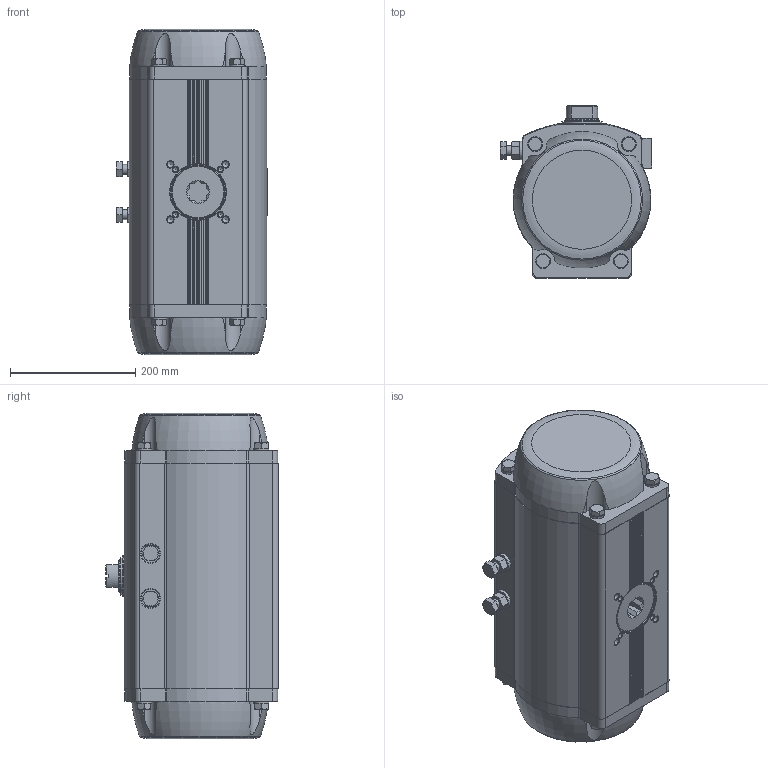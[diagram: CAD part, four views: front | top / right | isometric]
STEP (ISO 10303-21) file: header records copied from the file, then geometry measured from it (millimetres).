
FILE_DESCRIPTION(/* description */ ('STEP AP214'),/* implementation_level */ '2;1');
FILE_NAME(/* name */ '8084149_DFPD-N-1200-RP-90-RS60-F1012-R3-EP',/* time_stamp */ '2024-08-15T18:57:57+02:00',/* author */ ('License CC BY-ND 4.0'),/* organization */ ('CADENAS'),/* preprocessor_version */ 'ST-DEVELOPER v19.3',/* originating_system */ 'PARTsolutions',/* authorisation */ ' ');
FILE_SCHEMA (('AUTOMOTIVE_DESIGN {1 0 10303 214 3 1 1}'));
Length unit declared in the file: millimetre
Products named in the file (6): 8084149 DFPD-N-1200-RP-90-RS60-F1012-R3-EP---(0); 8042195 DFPD-N-1200-90-RS-F10-------(housing); 8042195 DFPD-1200(F10_0)---(shaft); 5235794 SCHEIBE 16.3X30X5-1.4301; 4952071 DFPD-900/1200; DIN 934 - M16(F)
Assembly tree (8 placements, depth 2):
  8084149 DFPD-N-1200-RP-90-RS60-F1012-R3-EP---(0)
    8042195 DFPD-N-1200-90-RS-F10-------(housing)
    8042195 DFPD-1200(F10_0)---(shaft)
    5235794 SCHEIBE 16.3X30X5-1.4301  x2
    4952071 DFPD-900/1200  x2
    DIN 934 - M16(F)  x2
Bounding box: 242.12 x 275.7 x 519.3 mm (x, y, z)
Volume: 22299622.2 mm3; surface area: 677415.2 mm2
Topology: 8 solids, 8 shells, 717 faces, 1745 edges, 1103 vertices
Faces by surface type: plane 334, cylinder 198, cone 141, torus 42, sphere 2
Full cylindrical faces by diameter (mm): 2.5 x2, 4.134 x8, 4.917 x1, 8.376 x4, 8.5 x2, 10 x2, 10.106 x4, 13.835 x4, 14 x2, 16 x2, 16.3 x2, 22.5 x4, 24 x8, 30 x2, 32 x2, 38 x1, 49 x1, 51.7 x2, 52 x1, 59.5 x1, 63 x1, 65 x1, 66.4 x1, 80.4 x2, 84.3 x1, 84.6 x1, 86 x1
Entity records: 19659 total; most frequent: CARTESIAN_POINT 4349, DIRECTION 3131, ORIENTED_EDGE 2950, EDGE_CURVE 1475, AXIS2_PLACEMENT_3D 1230, VERTEX_POINT 1032, FACE_BOUND 911, EDGE_LOOP 894
